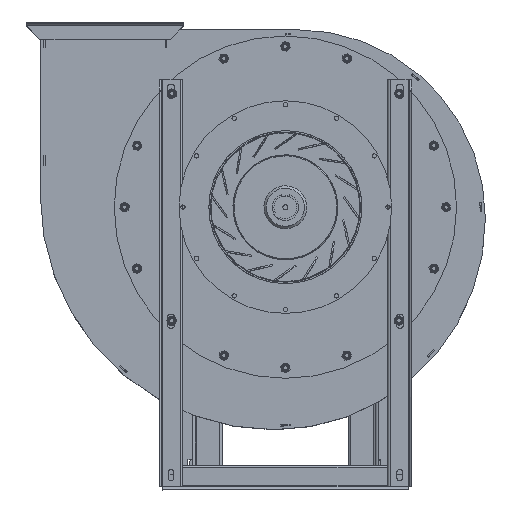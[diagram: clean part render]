
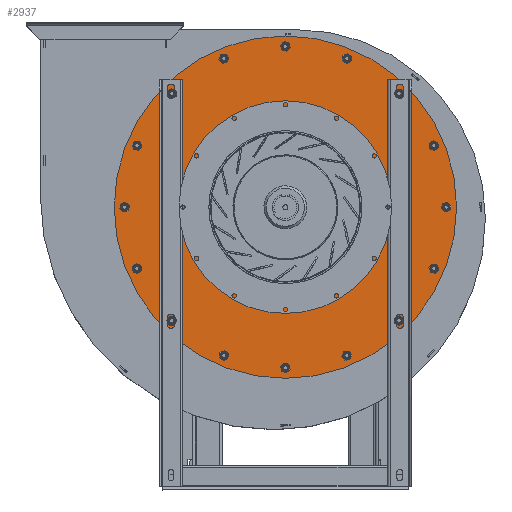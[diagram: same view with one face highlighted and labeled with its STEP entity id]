
A CAD part, top view. The second image highlights one B-rep face of the part: STEP entity #2937.
In plain terms, the highlighted planar face has unit normal (0, 0, 1).
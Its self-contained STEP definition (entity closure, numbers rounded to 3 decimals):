
#2937=ADVANCED_FACE('',(#26721,#26723,#26725,#26727,#26729,#26731,#26733,#26735,
#26737,#26739,#26741,#26743,#26745,#26747,#26749,#26751,#26753,#26755),#26757,.T.);
#26721=FACE_BOUND('',#26722,.T.);
#26722=EDGE_LOOP('',(#48267));
#26723=FACE_BOUND('',#26724,.T.);
#26724=EDGE_LOOP('',(#48268));
#26725=FACE_BOUND('',#26726,.T.);
#26726=EDGE_LOOP('',(#48269));
#26727=FACE_BOUND('',#26728,.T.);
#26728=EDGE_LOOP('',(#48270));
#26729=FACE_BOUND('',#26730,.T.);
#26730=EDGE_LOOP('',(#48271));
#26731=FACE_BOUND('',#26732,.T.);
#26732=EDGE_LOOP('',(#48272));
#26733=FACE_BOUND('',#26734,.T.);
#26734=EDGE_LOOP('',(#48273));
#26735=FACE_BOUND('',#26736,.T.);
#26736=EDGE_LOOP('',(#48274));
#26737=FACE_BOUND('',#26738,.T.);
#26738=EDGE_LOOP('',(#48275));
#26739=FACE_BOUND('',#26740,.T.);
#26740=EDGE_LOOP('',(#48276));
#26741=FACE_BOUND('',#26742,.T.);
#26742=EDGE_LOOP('',(#48277));
#26743=FACE_BOUND('',#26744,.T.);
#26744=EDGE_LOOP('',(#48278));
#26745=FACE_BOUND('',#26746,.T.);
#26746=EDGE_LOOP('',(#48279));
#26747=FACE_BOUND('',#26748,.T.);
#26748=EDGE_LOOP('',(#48280));
#26749=FACE_BOUND('',#26750,.T.);
#26750=EDGE_LOOP('',(#48281));
#26751=FACE_BOUND('',#26752,.T.);
#26752=EDGE_LOOP('',(#48282));
#26753=FACE_BOUND('',#26754,.T.);
#26754=EDGE_LOOP('',(#48283));
#26755=FACE_BOUND('',#26756,.T.);
#26756=EDGE_LOOP('',(#48284));
#26757=PLANE('',#26758);
#26758=AXIS2_PLACEMENT_3D('',#26759,#26760,#26761);
#26759=CARTESIAN_POINT('',(0.,0.,199.74));
#26760=DIRECTION('',(0.,0.,1.));
#26761=DIRECTION('',(1.,0.,0.));
#48267=ORIENTED_EDGE('',*,*,#61073,.T.);
#48268=ORIENTED_EDGE('',*,*,#61074,.T.);
#48269=ORIENTED_EDGE('',*,*,#61075,.T.);
#48270=ORIENTED_EDGE('',*,*,#61076,.T.);
#48271=ORIENTED_EDGE('',*,*,#61077,.T.);
#48272=ORIENTED_EDGE('',*,*,#61078,.T.);
#48273=ORIENTED_EDGE('',*,*,#61079,.T.);
#48274=ORIENTED_EDGE('',*,*,#61080,.T.);
#48275=ORIENTED_EDGE('',*,*,#61081,.T.);
#48276=ORIENTED_EDGE('',*,*,#61082,.T.);
#48277=ORIENTED_EDGE('',*,*,#61083,.T.);
#48278=ORIENTED_EDGE('',*,*,#61084,.T.);
#48279=ORIENTED_EDGE('',*,*,#61085,.T.);
#48280=ORIENTED_EDGE('',*,*,#61086,.T.);
#48281=ORIENTED_EDGE('',*,*,#61087,.T.);
#48282=ORIENTED_EDGE('',*,*,#61088,.T.);
#48283=ORIENTED_EDGE('',*,*,#61089,.T.);
#48284=ORIENTED_EDGE('',*,*,#61090,.T.);
#61073=EDGE_CURVE('',#68191,#68191,#68192,.T.);
#61074=EDGE_CURVE('',#68193,#68193,#68194,.F.);
#61075=EDGE_CURVE('',#68195,#68195,#68196,.F.);
#61076=EDGE_CURVE('',#68197,#68197,#68198,.F.);
#61077=EDGE_CURVE('',#68199,#68199,#68200,.F.);
#61078=EDGE_CURVE('',#68201,#68201,#68202,.F.);
#61079=EDGE_CURVE('',#68203,#68203,#68204,.F.);
#61080=EDGE_CURVE('',#68205,#68205,#68206,.F.);
#61081=EDGE_CURVE('',#68207,#68207,#68208,.F.);
#61082=EDGE_CURVE('',#68209,#68209,#68210,.F.);
#61083=EDGE_CURVE('',#68211,#68211,#68212,.F.);
#61084=EDGE_CURVE('',#68213,#68213,#68214,.F.);
#61085=EDGE_CURVE('',#68215,#68215,#68216,.F.);
#61086=EDGE_CURVE('',#68217,#68217,#68218,.F.);
#61087=EDGE_CURVE('',#68219,#68219,#68220,.F.);
#61088=EDGE_CURVE('',#68221,#68221,#68222,.F.);
#61089=EDGE_CURVE('',#68223,#68223,#68224,.F.);
#61090=EDGE_CURVE('',#68225,#68225,#68226,.F.);
#68191=VERTEX_POINT('',#80840);
#68192=CIRCLE('',#80841,359.1);
#68193=VERTEX_POINT('',#80845);
#68194=CIRCLE('',#80846,160.5);
#68195=VERTEX_POINT('',#80850);
#68196=CIRCLE('',#80851,7.56);
#68197=VERTEX_POINT('',#80855);
#68198=CIRCLE('',#80856,7.56);
#68199=VERTEX_POINT('',#80860);
#68200=CIRCLE('',#80861,7.56);
#68201=VERTEX_POINT('',#80865);
#68202=CIRCLE('',#80866,7.56);
#68203=VERTEX_POINT('',#80870);
#68204=CIRCLE('',#80871,7.56);
#68205=VERTEX_POINT('',#80875);
#68206=CIRCLE('',#80876,7.56);
#68207=VERTEX_POINT('',#80880);
#68208=CIRCLE('',#80881,7.56);
#68209=VERTEX_POINT('',#80885);
#68210=CIRCLE('',#80886,7.56);
#68211=VERTEX_POINT('',#80890);
#68212=CIRCLE('',#80891,7.56);
#68213=VERTEX_POINT('',#80895);
#68214=CIRCLE('',#80896,7.56);
#68215=VERTEX_POINT('',#80900);
#68216=CIRCLE('',#80901,7.56);
#68217=VERTEX_POINT('',#80905);
#68218=CIRCLE('',#80906,7.56);
#68219=VERTEX_POINT('',#80910);
#68220=CIRCLE('',#80911,7.56);
#68221=VERTEX_POINT('',#80915);
#68222=CIRCLE('',#80916,7.56);
#68223=VERTEX_POINT('',#80920);
#68224=CIRCLE('',#80921,7.56);
#68225=VERTEX_POINT('',#80925);
#68226=CIRCLE('',#80926,7.56);
#80840=CARTESIAN_POINT('',(359.1,0.,199.74));
#80841=AXIS2_PLACEMENT_3D('',#80842,#80843,#80844);
#80842=CARTESIAN_POINT('',(0.,0.,199.74));
#80843=DIRECTION('',(0.,0.,1.));
#80844=DIRECTION('',(1.,0.,0.));
#80845=CARTESIAN_POINT('',(160.5,0.,199.74));
#80846=AXIS2_PLACEMENT_3D('',#80847,#80848,#80849);
#80847=CARTESIAN_POINT('',(0.,0.,199.74));
#80848=DIRECTION('',(0.,0.,1.));
#80849=DIRECTION('',(1.,0.,0.));
#80850=CARTESIAN_POINT('',(318.954,128.983,199.74));
#80851=AXIS2_PLACEMENT_3D('',#80852,#80853,#80854);
#80852=CARTESIAN_POINT('',(311.394,128.983,199.74));
#80853=DIRECTION('',(0.,0.,1.));
#80854=DIRECTION('',(1.,0.,0.));
#80855=CARTESIAN_POINT('',(-303.834,128.983,199.74));
#80856=AXIS2_PLACEMENT_3D('',#80857,#80858,#80859);
#80857=CARTESIAN_POINT('',(-311.394,128.983,199.74));
#80858=DIRECTION('',(0.,0.,1.));
#80859=DIRECTION('',(1.,0.,0.));
#80860=CARTESIAN_POINT('',(-121.423,-311.394,199.74));
#80861=AXIS2_PLACEMENT_3D('',#80862,#80863,#80864);
#80862=CARTESIAN_POINT('',(-128.983,-311.394,199.74));
#80863=DIRECTION('',(0.,0.,1.));
#80864=DIRECTION('',(1.,0.,0.));
#80865=CARTESIAN_POINT('',(-303.834,-128.983,199.74));
#80866=AXIS2_PLACEMENT_3D('',#80867,#80868,#80869);
#80867=CARTESIAN_POINT('',(-311.394,-128.983,199.74));
#80868=DIRECTION('',(0.,0.,1.));
#80869=DIRECTION('',(1.,0.,0.));
#80870=CARTESIAN_POINT('',(136.543,-311.394,199.74));
#80871=AXIS2_PLACEMENT_3D('',#80872,#80873,#80874);
#80872=CARTESIAN_POINT('',(128.983,-311.394,199.74));
#80873=DIRECTION('',(0.,0.,1.));
#80874=DIRECTION('',(1.,0.,0.));
#80875=CARTESIAN_POINT('',(318.954,-128.983,199.74));
#80876=AXIS2_PLACEMENT_3D('',#80877,#80878,#80879);
#80877=CARTESIAN_POINT('',(311.394,-128.983,199.74));
#80878=DIRECTION('',(0.,0.,1.));
#80879=DIRECTION('',(1.,0.,0.));
#80880=CARTESIAN_POINT('',(245.89,238.33,199.74));
#80881=AXIS2_PLACEMENT_3D('',#80882,#80883,#80884);
#80882=CARTESIAN_POINT('',(238.33,238.33,199.74));
#80883=DIRECTION('',(0.,0.,1.));
#80884=DIRECTION('',(1.,0.,0.));
#80885=CARTESIAN_POINT('',(-230.77,238.33,199.74));
#80886=AXIS2_PLACEMENT_3D('',#80887,#80888,#80889);
#80887=CARTESIAN_POINT('',(-238.33,238.33,199.74));
#80888=DIRECTION('',(0.,0.,1.));
#80889=DIRECTION('',(1.,0.,0.));
#80890=CARTESIAN_POINT('',(-230.77,-238.33,199.74));
#80891=AXIS2_PLACEMENT_3D('',#80892,#80893,#80894);
#80892=CARTESIAN_POINT('',(-238.33,-238.33,199.74));
#80893=DIRECTION('',(0.,0.,1.));
#80894=DIRECTION('',(1.,0.,0.));
#80895=CARTESIAN_POINT('',(136.543,311.394,199.74));
#80896=AXIS2_PLACEMENT_3D('',#80897,#80898,#80899);
#80897=CARTESIAN_POINT('',(128.983,311.394,199.74));
#80898=DIRECTION('',(0.,0.,1.));
#80899=DIRECTION('',(1.,0.,0.));
#80900=CARTESIAN_POINT('',(245.89,-238.33,199.74));
#80901=AXIS2_PLACEMENT_3D('',#80902,#80903,#80904);
#80902=CARTESIAN_POINT('',(238.33,-238.33,199.74));
#80903=DIRECTION('',(0.,0.,1.));
#80904=DIRECTION('',(1.,0.,0.));
#80905=CARTESIAN_POINT('',(-121.423,311.394,199.74));
#80906=AXIS2_PLACEMENT_3D('',#80907,#80908,#80909);
#80907=CARTESIAN_POINT('',(-128.983,311.394,199.74));
#80908=DIRECTION('',(0.,0.,1.));
#80909=DIRECTION('',(1.,0.,0.));
#80910=CARTESIAN_POINT('',(7.56,337.05,199.74));
#80911=AXIS2_PLACEMENT_3D('',#80912,#80913,#80914);
#80912=CARTESIAN_POINT('',(0.,337.05,199.74));
#80913=DIRECTION('',(0.,0.,1.));
#80914=DIRECTION('',(1.,0.,0.));
#80915=CARTESIAN_POINT('',(-329.49,0.,199.74));
#80916=AXIS2_PLACEMENT_3D('',#80917,#80918,#80919);
#80917=CARTESIAN_POINT('',(-337.05,0.,199.74));
#80918=DIRECTION('',(0.,0.,1.));
#80919=DIRECTION('',(1.,0.,0.));
#80920=CARTESIAN_POINT('',(344.61,0.,199.74));
#80921=AXIS2_PLACEMENT_3D('',#80922,#80923,#80924);
#80922=CARTESIAN_POINT('',(337.05,0.,199.74));
#80923=DIRECTION('',(0.,0.,1.));
#80924=DIRECTION('',(1.,0.,0.));
#80925=CARTESIAN_POINT('',(7.56,-337.05,199.74));
#80926=AXIS2_PLACEMENT_3D('',#80927,#80928,#80929);
#80927=CARTESIAN_POINT('',(0.,-337.05,199.74));
#80928=DIRECTION('',(0.,0.,1.));
#80929=DIRECTION('',(1.,0.,0.));
